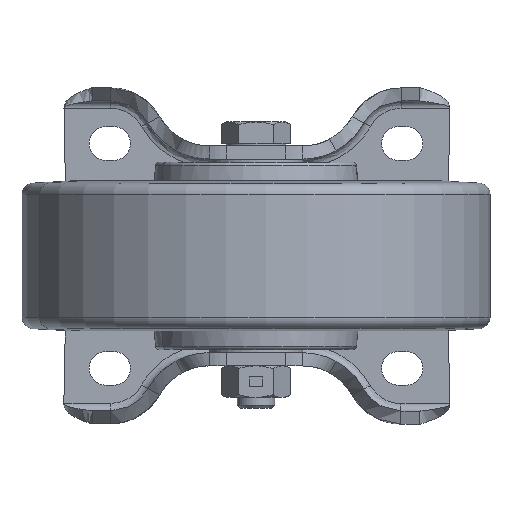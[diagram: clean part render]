
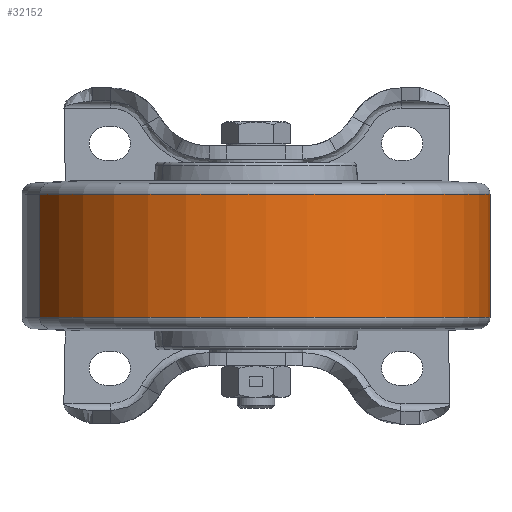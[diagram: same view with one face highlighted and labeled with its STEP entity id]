
A CAD part, front view. The second image highlights one B-rep face of the part: STEP entity #32152.
In plain terms, the highlighted cylindrical face has radius 62.5 mm (diameter 125 mm), a partial arc.
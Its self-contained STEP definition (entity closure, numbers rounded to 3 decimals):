
#575 = FACE_OUTER_BOUND ( 'NONE', #45404, .T. ) ;
#2128 = EDGE_CURVE ( 'NONE', #36160, #40798, #47103, .T. ) ;
#3003 = CARTESIAN_POINT ( 'NONE',  ( -57.73, -116.448, 16.418 ) ) ;
#6099 = CARTESIAN_POINT ( 'NONE',  ( 0., -92.5, 16.418 ) ) ;
#7143 = CARTESIAN_POINT ( 'NONE',  ( 0., -92.5, -16.418 ) ) ;
#9803 = DIRECTION ( 'NONE',  ( 0.924, 0.383, 0. ) ) ;
#10673 = CIRCLE ( 'NONE', #42324, 62.5 ) ;
#10862 = DIRECTION ( 'NONE',  ( 0.924, 0.383, 0. ) ) ;
#11799 = DIRECTION ( 'NONE',  ( 0., 0., 1. ) ) ;
#12590 = EDGE_CURVE ( 'NONE', #38497, #40214, #31492, .T. ) ;
#12782 = AXIS2_PLACEMENT_3D ( 'NONE', #6099, #31933, #9803 ) ;
#14645 = CARTESIAN_POINT ( 'NONE',  ( 57.73, -68.552, 16.418 ) ) ;
#17213 = CARTESIAN_POINT ( 'NONE',  ( 57.73, -68.552, -16.418 ) ) ;
#19123 = CIRCLE ( 'NONE', #12782, 62.5 ) ;
#21898 = CARTESIAN_POINT ( 'NONE',  ( -57.73, -116.448, -16.418 ) ) ;
#22282 = EDGE_CURVE ( 'NONE', #36160, #38497, #10673, .T. ) ;
#25235 = CARTESIAN_POINT ( 'NONE',  ( 57.73, -68.552, 32.348 ) ) ;
#25430 = CYLINDRICAL_SURFACE ( 'NONE', #35193, 62.5 ) ;
#26489 = CARTESIAN_POINT ( 'NONE',  ( 0., -92.5, 32.348 ) ) ;
#27467 = ORIENTED_EDGE ( 'NONE', *, *, #22282, .T. ) ;
#27528 = VECTOR ( 'NONE', #37649, 1000. ) ;
#30102 = CARTESIAN_POINT ( 'NONE',  ( -57.73, -116.448, 32.348 ) ) ;
#31492 = LINE ( 'NONE', #25235, #41264 ) ;
#31933 = DIRECTION ( 'NONE',  ( 0., 0., -1. ) ) ;
#32152 = ADVANCED_FACE ( 'NONE', ( #575 ), #25430, .T. ) ;
#32966 = DIRECTION ( 'NONE',  ( 0., 0., 1. ) ) ;
#34086 = DIRECTION ( 'NONE',  ( -0.924, -0.383, 0. ) ) ;
#35020 = EDGE_CURVE ( 'NONE', #40214, #40798, #19123, .T. ) ;
#35193 = AXIS2_PLACEMENT_3D ( 'NONE', #26489, #11799, #34086 ) ;
#36160 = VERTEX_POINT ( 'NONE', #21898 ) ;
#36980 = ORIENTED_EDGE ( 'NONE', *, *, #35020, .T. ) ;
#37649 = DIRECTION ( 'NONE',  ( 0., 0., 1. ) ) ;
#38497 = VERTEX_POINT ( 'NONE', #17213 ) ;
#40214 = VERTEX_POINT ( 'NONE', #14645 ) ;
#40798 = VERTEX_POINT ( 'NONE', #3003 ) ;
#41264 = VECTOR ( 'NONE', #47282, 1000. ) ;
#42324 = AXIS2_PLACEMENT_3D ( 'NONE', #7143, #32966, #10862 ) ;
#45404 = EDGE_LOOP ( 'NONE', ( #27467, #46691, #36980, #45434 ) ) ;
#45434 = ORIENTED_EDGE ( 'NONE', *, *, #2128, .F. ) ;
#46691 = ORIENTED_EDGE ( 'NONE', *, *, #12590, .T. ) ;
#47103 = LINE ( 'NONE', #30102, #27528 ) ;
#47282 = DIRECTION ( 'NONE',  ( 0., 0., 1. ) ) ;
